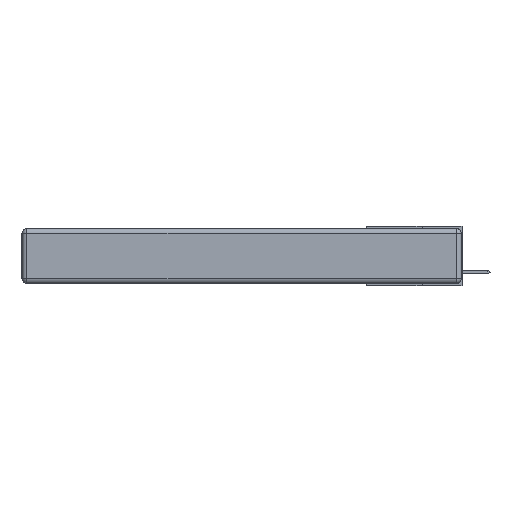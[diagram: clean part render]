
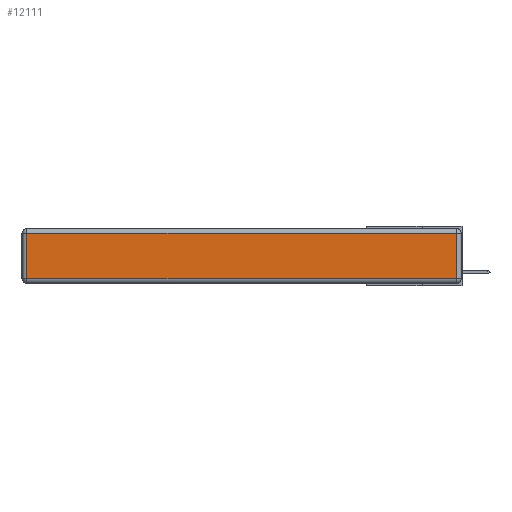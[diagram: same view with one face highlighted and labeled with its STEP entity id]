
A CAD part, left-side view. The second image highlights one B-rep face of the part: STEP entity #12111.
In plain terms, the highlighted planar face has unit normal (-1, 0, 0).
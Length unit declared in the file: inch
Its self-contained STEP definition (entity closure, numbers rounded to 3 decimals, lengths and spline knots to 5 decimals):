
#966 = ORIENTED_EDGE ( 'NONE', *, *, #9288, .T. ) ;
#2044 = CARTESIAN_POINT ( 'NONE',  ( 0., 0.03, -0.313 ) ) ;
#2290 = ORIENTED_EDGE ( 'NONE', *, *, #21945, .T. ) ;
#3598 = EDGE_CURVE ( 'NONE', #18796, #4135, #12091, .T. ) ;
#4135 = VERTEX_POINT ( 'NONE', #2044 ) ;
#4264 = ORIENTED_EDGE ( 'NONE', *, *, #8579, .T. ) ;
#6031 = CARTESIAN_POINT ( 'NONE',  ( 0., 0., -0.313 ) ) ;
#6048 = VERTEX_POINT ( 'NONE', #16734 ) ;
#6456 = VERTEX_POINT ( 'NONE', #7094 ) ;
#6483 = DIRECTION ( 'NONE',  ( 0., 0., 1. ) ) ;
#7094 = CARTESIAN_POINT ( 'NONE',  ( 0., 0.03, -0.03 ) ) ;
#7235 = VECTOR ( 'NONE', #22718, 39.37008 ) ;
#7639 = ORIENTED_EDGE ( 'NONE', *, *, #3598, .T. ) ;
#7884 = DIRECTION ( 'NONE',  ( 0., -1., 0. ) ) ;
#8503 = CARTESIAN_POINT ( 'NONE',  ( 0., 2.72, -0.343 ) ) ;
#8579 = EDGE_CURVE ( 'NONE', #6048, #18796, #14154, .T. ) ;
#9288 = EDGE_CURVE ( 'NONE', #4135, #6456, #10992, .T. ) ;
#9945 = CARTESIAN_POINT ( 'NONE',  ( 0., 0., -0.343 ) ) ;
#9954 = CARTESIAN_POINT ( 'NONE',  ( 0., 2.75, -0.03 ) ) ;
#10992 = LINE ( 'NONE', #14133, #23514 ) ;
#12091 = LINE ( 'NONE', #6031, #17210 ) ;
#12111 = ADVANCED_FACE ( 'NONE', ( #13079 ), #21031, .T. ) ;
#13079 = FACE_OUTER_BOUND ( 'NONE', #16672, .T. ) ;
#14133 = CARTESIAN_POINT ( 'NONE',  ( 0., 0.03, -0.343 ) ) ;
#14154 = LINE ( 'NONE', #8503, #21009 ) ;
#15685 = DIRECTION ( 'NONE',  ( 0., 0., -1. ) ) ;
#16414 = AXIS2_PLACEMENT_3D ( 'NONE', #9945, #17148, #6483 ) ;
#16672 = EDGE_LOOP ( 'NONE', ( #7639, #966, #2290, #4264 ) ) ;
#16734 = CARTESIAN_POINT ( 'NONE',  ( 0., 2.72, -0.03 ) ) ;
#16989 = LINE ( 'NONE', #9954, #7235 ) ;
#17148 = DIRECTION ( 'NONE',  ( -1., 0., 0. ) ) ;
#17210 = VECTOR ( 'NONE', #7884, 39.37008 ) ;
#18796 = VERTEX_POINT ( 'NONE', #23594 ) ;
#21009 = VECTOR ( 'NONE', #15685, 39.37008 ) ;
#21031 = PLANE ( 'NONE',  #16414 ) ;
#21320 = DIRECTION ( 'NONE',  ( 0., 0., 1. ) ) ;
#21945 = EDGE_CURVE ( 'NONE', #6456, #6048, #16989, .T. ) ;
#22718 = DIRECTION ( 'NONE',  ( 0., 1., 0. ) ) ;
#23514 = VECTOR ( 'NONE', #21320, 39.37008 ) ;
#23594 = CARTESIAN_POINT ( 'NONE',  ( 0., 2.72, -0.313 ) ) ;
